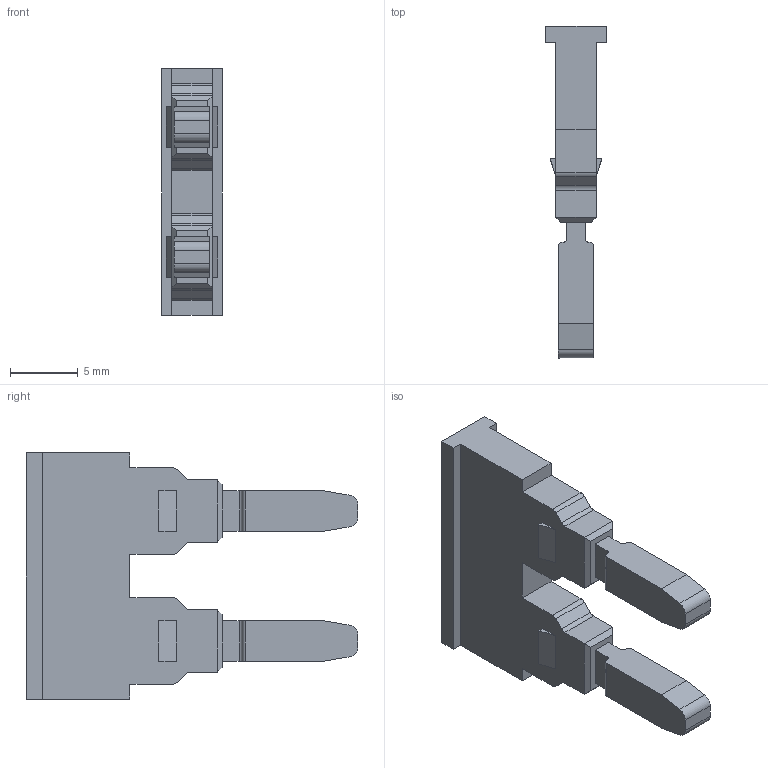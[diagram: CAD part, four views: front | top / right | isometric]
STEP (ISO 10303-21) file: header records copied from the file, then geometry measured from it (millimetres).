
FILE_DESCRIPTION (( 'STEP AP203' ), '1' );
FILE_NAME ('2''LÝ - 10 ÜST KÖPRÜ.STEP', '2020-03-24T08:13:23', ( '' ), ( '' ), 'SwSTEP 2.0', 'SolidWorks 2011', '' );
FILE_SCHEMA (( 'CONFIG_CONTROL_DESIGN' ));
Length unit declared in the file: millimetre
Products named in the file (1): 2''Lﾝ - 10 ﾜST KﾖPRﾜ
Bounding box: 4.5 x 24.5 x 18.2 mm (x, y, z)
Volume: 820.5 mm3; surface area: 943 mm2
Topology: 1 solids, 1 shells, 100 faces, 264 edges, 172 vertices
Faces by surface type: plane 80, cylinder 20
Entity records: 3129 total; most frequent: CARTESIAN_POINT 537, ORIENTED_EDGE 528, DIRECTION 506, EDGE_CURVE 264, LINE 224, VECTOR 224, VERTEX_POINT 172, AXIS2_PLACEMENT_3D 141
